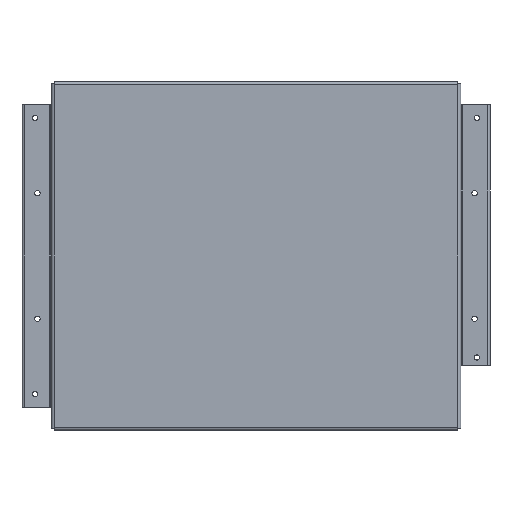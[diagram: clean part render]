
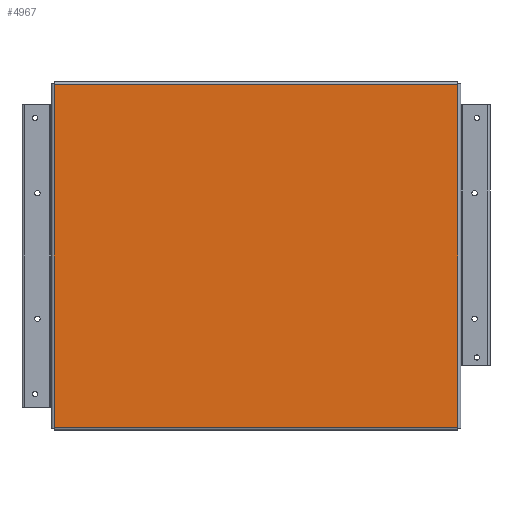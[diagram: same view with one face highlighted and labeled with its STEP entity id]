
A CAD part, front view. The second image highlights one B-rep face of the part: STEP entity #4967.
In plain terms, the highlighted planar face has unit normal (0, -1, 0).
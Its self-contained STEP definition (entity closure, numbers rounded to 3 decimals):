
#147 = DIRECTION ( 'NONE',  ( 1., 0., 0. ) ) ;
#371 = ORIENTED_EDGE ( 'NONE', *, *, #1158, .T. ) ;
#432 = VERTEX_POINT ( 'NONE', #5262 ) ;
#438 = VECTOR ( 'NONE', #1893, 1000. ) ;
#979 = VERTEX_POINT ( 'NONE', #5245 ) ;
#995 = CARTESIAN_POINT ( 'NONE',  ( -170.463, -60., 0. ) ) ;
#1097 = CARTESIAN_POINT ( 'NONE',  ( 215.463, -60., -164.5 ) ) ;
#1100 = VECTOR ( 'NONE', #4239, 1000. ) ;
#1158 = EDGE_CURVE ( 'NONE', #979, #432, #3478, .T. ) ;
#1198 = ORIENTED_EDGE ( 'NONE', *, *, #5465, .T. ) ;
#1557 = DIRECTION ( 'NONE',  ( 0., 0., 1. ) ) ;
#1662 = FACE_OUTER_BOUND ( 'NONE', #3084, .T. ) ;
#1893 = DIRECTION ( 'NONE',  ( -1., 0., 0. ) ) ;
#2002 = ORIENTED_EDGE ( 'NONE', *, *, #4576, .T. ) ;
#2087 = LINE ( 'NONE', #1097, #1100 ) ;
#2138 = ORIENTED_EDGE ( 'NONE', *, *, #4961, .F. ) ;
#2555 = VERTEX_POINT ( 'NONE', #5685 ) ;
#2772 = VECTOR ( 'NONE', #147, 1000. ) ;
#3084 = EDGE_LOOP ( 'NONE', ( #1198, #2002, #371, #2138 ) ) ;
#3217 = DIRECTION ( 'NONE',  ( -1., 0., 0. ) ) ;
#3478 = LINE ( 'NONE', #5650, #438 ) ;
#4239 = DIRECTION ( 'NONE',  ( 0., 0., 1. ) ) ;
#4484 = AXIS2_PLACEMENT_3D ( 'NONE', #4877, #6977, #3217 ) ;
#4522 = CARTESIAN_POINT ( 'NONE',  ( -170.463, -60., -163.763 ) ) ;
#4576 = EDGE_CURVE ( 'NONE', #5503, #979, #2087, .T. ) ;
#4877 = CARTESIAN_POINT ( 'NONE',  ( 0., -60., 0. ) ) ;
#4961 = EDGE_CURVE ( 'NONE', #2555, #432, #5840, .T. ) ;
#4967 = ADVANCED_FACE ( 'NONE', ( #1662 ), #6473, .F. ) ;
#5245 = CARTESIAN_POINT ( 'NONE',  ( 215.463, -60., 163.763 ) ) ;
#5262 = CARTESIAN_POINT ( 'NONE',  ( -170.463, -60., 163.763 ) ) ;
#5465 = EDGE_CURVE ( 'NONE', #2555, #5503, #5557, .T. ) ;
#5503 = VERTEX_POINT ( 'NONE', #6080 ) ;
#5557 = LINE ( 'NONE', #4522, #2772 ) ;
#5650 = CARTESIAN_POINT ( 'NONE',  ( 215.463, -60., 163.763 ) ) ;
#5685 = CARTESIAN_POINT ( 'NONE',  ( -170.463, -60., -163.763 ) ) ;
#5742 = VECTOR ( 'NONE', #1557, 1000. ) ;
#5840 = LINE ( 'NONE', #995, #5742 ) ;
#6080 = CARTESIAN_POINT ( 'NONE',  ( 215.463, -60., -163.763 ) ) ;
#6473 = PLANE ( 'NONE',  #4484 ) ;
#6977 = DIRECTION ( 'NONE',  ( 0., 1., 0. ) ) ;
